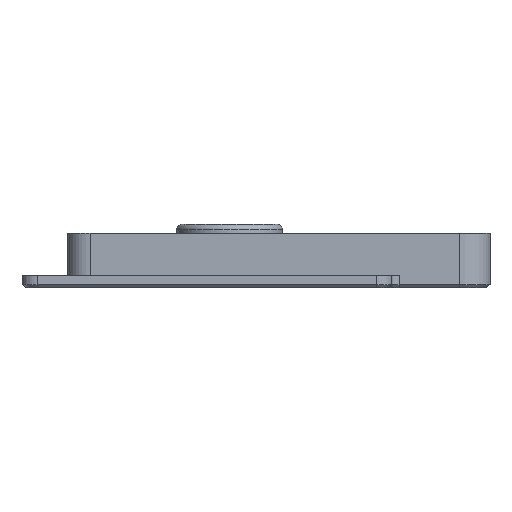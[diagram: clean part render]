
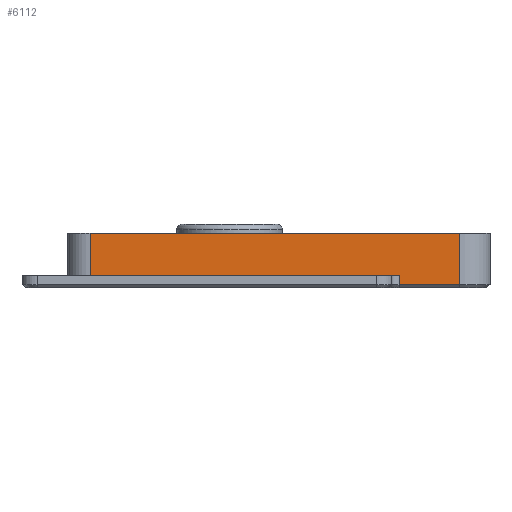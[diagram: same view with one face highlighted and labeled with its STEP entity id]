
A CAD part, front view. The second image highlights one B-rep face of the part: STEP entity #6112.
In plain terms, the highlighted planar face has unit normal (0, -1, 0).
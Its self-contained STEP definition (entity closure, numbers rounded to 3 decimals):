
#95=PLANE('',#6530);
#320=FACE_OUTER_BOUND('',#672,.T.);
#672=EDGE_LOOP('',(#4432,#4433,#4434,#4435,#4436,#4437));
#1405=LINE('',#11053,#1995);
#1420=LINE('',#11092,#2010);
#1421=LINE('',#11096,#2011);
#1422=LINE('',#11098,#2012);
#1423=LINE('',#11100,#2013);
#1424=LINE('',#11101,#2014);
#1995=VECTOR('',#7380,10.);
#2010=VECTOR('',#7423,10.);
#2011=VECTOR('',#7428,10.);
#2012=VECTOR('',#7429,10.);
#2013=VECTOR('',#7430,10.);
#2014=VECTOR('',#7431,10.);
#2623=VERTEX_POINT('',#11047);
#2624=VERTEX_POINT('',#11051);
#2634=VERTEX_POINT('',#11091);
#2635=VERTEX_POINT('',#11095);
#2636=VERTEX_POINT('',#11097);
#2637=VERTEX_POINT('',#11099);
#3302=EDGE_CURVE('',#2624,#2623,#1405,.T.);
#3321=EDGE_CURVE('',#2623,#2634,#1420,.T.);
#3323=EDGE_CURVE('',#2635,#2624,#1421,.T.);
#3324=EDGE_CURVE('',#2636,#2635,#1422,.T.);
#3325=EDGE_CURVE('',#2637,#2636,#1423,.T.);
#3326=EDGE_CURVE('',#2637,#2634,#1424,.T.);
#4432=ORIENTED_EDGE('',*,*,#3302,.F.);
#4433=ORIENTED_EDGE('',*,*,#3323,.F.);
#4434=ORIENTED_EDGE('',*,*,#3324,.F.);
#4435=ORIENTED_EDGE('',*,*,#3325,.F.);
#4436=ORIENTED_EDGE('',*,*,#3326,.T.);
#4437=ORIENTED_EDGE('',*,*,#3321,.F.);
#6112=ADVANCED_FACE('',(#320),#95,.T.);
#6530=AXIS2_PLACEMENT_3D('',#11094,#7426,#7427);
#7380=DIRECTION('',(-1.,0.,0.));
#7423=DIRECTION('',(0.,0.,1.));
#7426=DIRECTION('center_axis',(0.,-1.,0.));
#7427=DIRECTION('ref_axis',(1.,0.,0.));
#7428=DIRECTION('',(0.,0.,-1.));
#7429=DIRECTION('',(1.,0.,0.));
#7430=DIRECTION('',(0.,0.,1.));
#7431=DIRECTION('',(1.,0.,0.));
#11047=CARTESIAN_POINT('',(22.4,-73.3,0.4));
#11051=CARTESIAN_POINT('',(30.4,-73.3,0.4));
#11053=CARTESIAN_POINT('',(-7.45,-73.3,0.4));
#11091=CARTESIAN_POINT('',(22.4,-73.3,1.6));
#11092=CARTESIAN_POINT('',(22.4,-73.3,0.));
#11094=CARTESIAN_POINT('Origin',(-21.4,-73.3,0.));
#11095=CARTESIAN_POINT('',(30.4,-73.3,7.2));
#11096=CARTESIAN_POINT('',(30.4,-73.3,0.));
#11097=CARTESIAN_POINT('',(-18.4,-73.3,7.2));
#11098=CARTESIAN_POINT('',(-7.45,-73.3,7.2));
#11099=CARTESIAN_POINT('',(-18.4,-73.3,1.6));
#11100=CARTESIAN_POINT('',(-18.4,-73.3,0.));
#11101=CARTESIAN_POINT('',(-12.2,-73.3,1.6));
